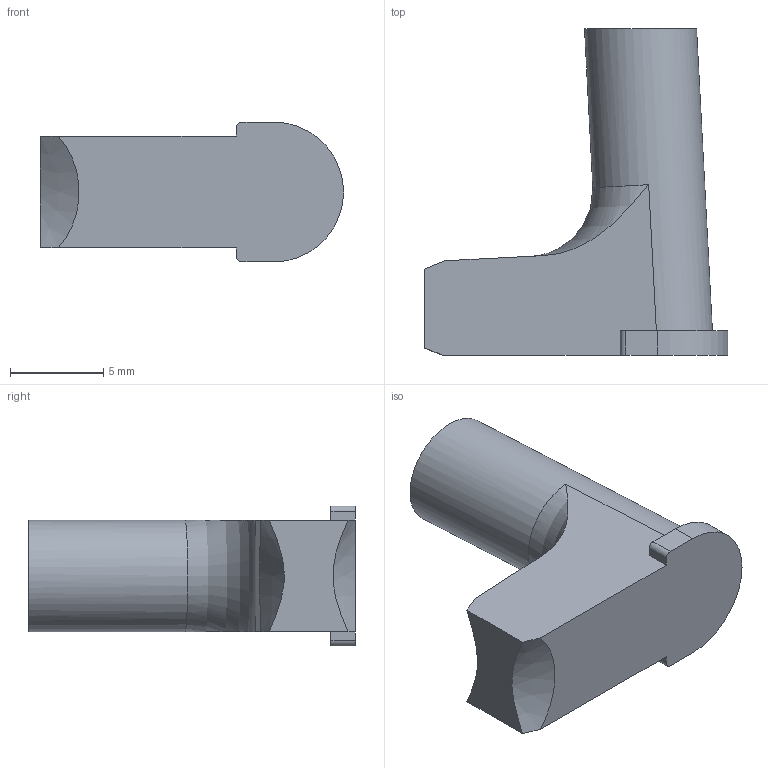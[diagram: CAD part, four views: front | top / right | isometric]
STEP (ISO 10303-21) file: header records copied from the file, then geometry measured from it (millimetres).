
FILE_DESCRIPTION (( 'STEP AP214' ), '1' );
FILE_NAME ('WCE.ER3.101.000.STEP', '2020-09-23T07:32:54', ( '' ), ( '' ), 'SwSTEP 2.0', 'SolidWorks 2017', '' );
FILE_SCHEMA (( 'AUTOMOTIVE_DESIGN' ));
Length unit declared in the file: millimetre
Products named in the file (1): WCE.ER3.101.000
Bounding box: 16.25 x 17.5 x 7.5 mm (x, y, z)
Volume: 834.1 mm3; surface area: 631.2 mm2
Topology: 1 solids, 1 shells, 18 faces, 48 edges, 32 vertices
Faces by surface type: plane 11, cylinder 4, cone 2, torus 1
Full cylindrical faces by diameter (mm): 6 x1
Entity records: 626 total; most frequent: CARTESIAN_POINT 166, ORIENTED_EDGE 92, DIRECTION 82, EDGE_CURVE 46, VERTEX_POINT 31, AXIS2_PLACEMENT_3D 28, VECTOR 26, LINE 26
